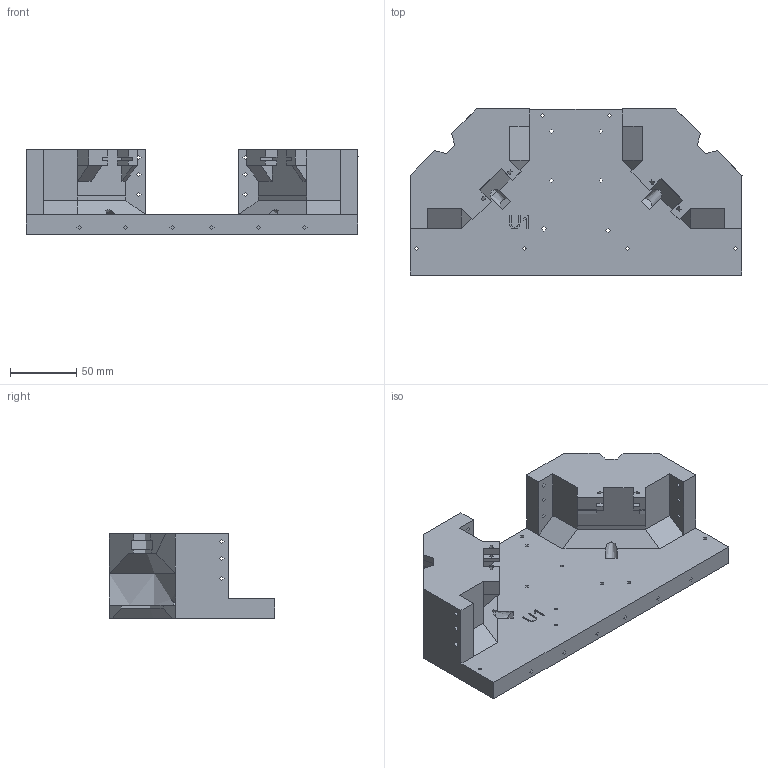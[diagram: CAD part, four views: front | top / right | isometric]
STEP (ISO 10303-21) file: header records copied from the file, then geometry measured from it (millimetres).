
FILE_DESCRIPTION(/* description */ (''),/* implementation_level */ '2;1');
FILE_NAME(/* name */ 'Upper 2.step',/* time_stamp */ '2025-06-02T09:52:40-04:00',/* author */ (''),/* organization */ (''),/* preprocessor_version */ 'ST-DEVELOPER v20.1',/* originating_system */ 'Autodesk Translation Framework v14.10.0.0',/* authorisation */ '');
FILE_SCHEMA (('AUTOMOTIVE_DESIGN { 1 0 10303 214 3 1 1 }'));
Length unit declared in the file: millimetre
Products named in the file (1): half 2
Bounding box: 250 x 125 x 64 mm (x, y, z)
Volume: 675313.4 mm3
Topology: 5 solids, 17 shells, 285 faces, 775 edges, 514 vertices
Faces by surface type: plane 210, cylinder 56, bspline 15, cone 4
Full cylindrical faces by diameter (mm): 3 x4, 3.2 x26, 9 x2
Entity records: 9398 total; most frequent: CARTESIAN_POINT 1934, ORIENTED_EDGE 1574, DIRECTION 1412, EDGE_CURVE 787, LINE 624, VECTOR 624, VERTEX_POINT 518, AXIS2_PLACEMENT_3D 394
